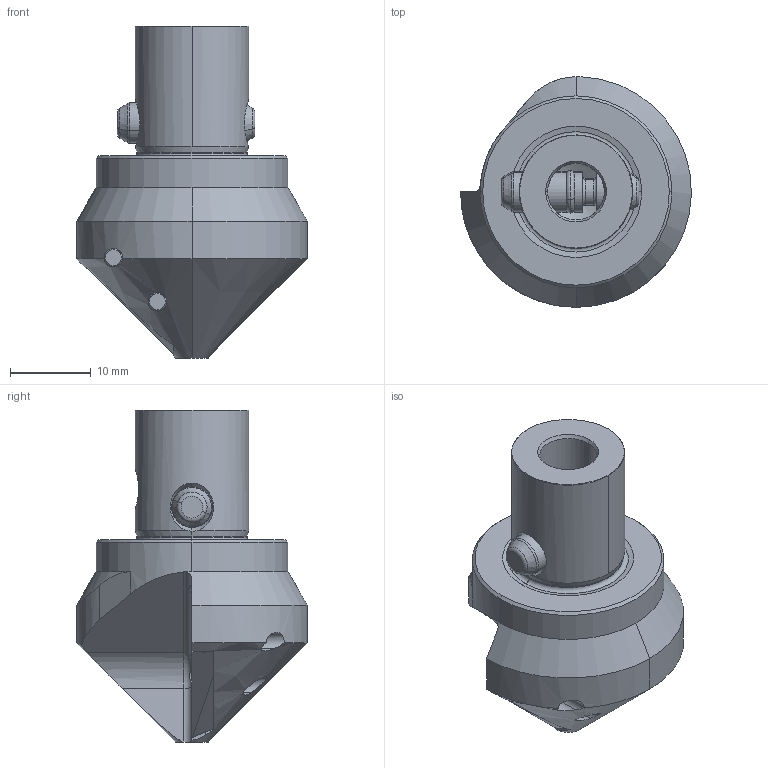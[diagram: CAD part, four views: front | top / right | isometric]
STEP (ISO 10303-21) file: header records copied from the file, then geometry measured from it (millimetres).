
FILE_DESCRIPTION(('no description'),'unknown implementation level');
FILE_NAME('4E6451E7-D439-4E8B-9279-7FC4900CE3D6_export.stp',' ',('CIMSOURCE GmbH'),('CADClick - KiM GmbH - www.kimweb.de'),'unknown preprocess','ACIS','unknown authorization');
FILE_SCHEMA(('automotive_design'));
Length unit declared in the file: millimetre
Products named in the file (6): 335.021 Kaiser C 0525 X CK2|335.021 Kaiser C 0525 X CK2_Standard;NONE; 335.021 Kaiser C 0525 X CK2|335.031 Kaiser CW 1206A_Standard;NONE; 335.021 Kaiser C 0525 X CK2|694.101 Kaiser ETL M2x3.6 T6 IP 10S_Standard;NONE; 335.021 Kaiser C 0525 X CK2|691.502 Kaiser ETL D5 X 17K_Standard|692.271 Skizze_Standard;NONE; 335.021 Kaiser C 0525 X CK2|691.502 Kaiser ETL D5 X 17K_Standard|691.522 Mitnehmerbolzen_Standard;NONE
Bounding box: 28.5 x 28.5 x 41 mm (x, y, z)
Volume: 10627.7 mm3; surface area: 4393.3 mm2
Topology: 6 solids, 6 shells, 198 faces, 484 edges, 296 vertices
Faces by surface type: cylinder 83, plane 42, cone 40, torus 33
Entity records: 11978 total; most frequent: CARTESIAN_POINT 1592, DIRECTION 1091, STYLED_ITEM 982, PRESENTATION_STYLE_ASSIGNMENT 982, COLOUR_RGB 982, ORIENTED_EDGE 964, EDGE_CURVE 482, CURVE_STYLE 482
